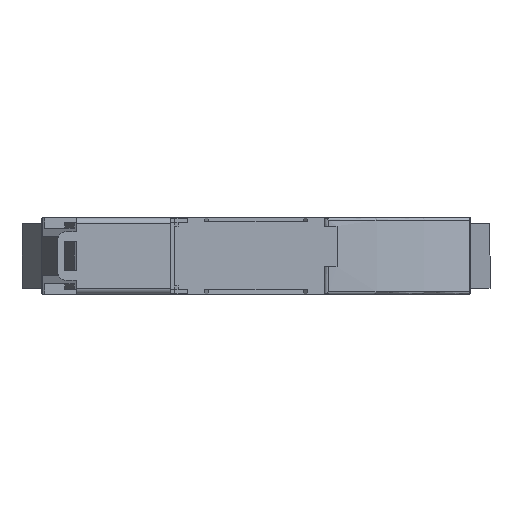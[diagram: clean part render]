
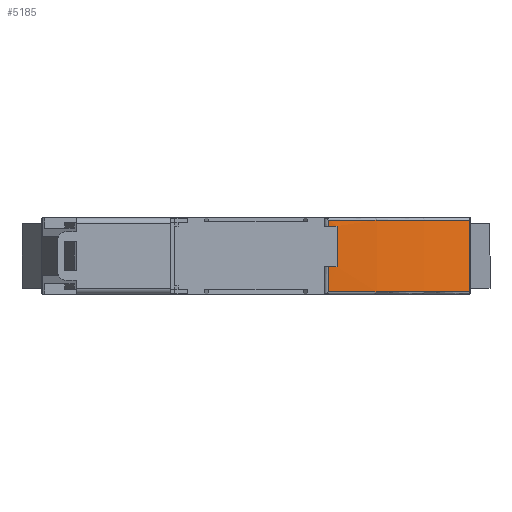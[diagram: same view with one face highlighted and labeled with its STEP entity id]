
A CAD part, front view. The second image highlights one B-rep face of the part: STEP entity #5185.
In plain terms, the highlighted cylindrical face has radius 80 mm (diameter 160 mm), a partial arc.
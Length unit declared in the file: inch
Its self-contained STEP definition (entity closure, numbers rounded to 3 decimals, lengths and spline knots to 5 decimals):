
#89 = ORIENTED_EDGE ( 'NONE', *, *, #2780, .T. ) ;
#104 = EDGE_CURVE ( 'NONE', #1024, #4476, #1437, .T. ) ;
#146 = CIRCLE ( 'NONE', #2514, 3.14961 ) ;
#229 = EDGE_LOOP ( 'NONE', ( #89, #4745, #1142, #2210, #1304, #3901, #5031, #5796 ) ) ;
#281 = VECTOR ( 'NONE', #2338, 39.37008 ) ;
#427 = CARTESIAN_POINT ( 'NONE',  ( 0.65908, -0.3259, -0.3189 ) ) ;
#475 = DIRECTION ( 'NONE',  ( -1., 0., 0. ) ) ;
#515 = DIRECTION ( 'NONE',  ( 0., 0., -1. ) ) ;
#596 = LINE ( 'NONE', #2277, #281 ) ;
#662 = DIRECTION ( 'NONE',  ( 1., 0., 0. ) ) ;
#732 = CARTESIAN_POINT ( 'NONE',  ( 1.93792, 0.00297, -0.28937 ) ) ;
#798 = VERTEX_POINT ( 'NONE', #4256 ) ;
#1024 = VERTEX_POINT ( 'NONE', #5436 ) ;
#1104 = DIRECTION ( 'NONE',  ( 0., 0., 1. ) ) ;
#1142 = ORIENTED_EDGE ( 'NONE', *, *, #4084, .T. ) ;
#1143 = CARTESIAN_POINT ( 'NONE',  ( 0.5315, 2.82112, -0.09055 ) ) ;
#1304 = ORIENTED_EDGE ( 'NONE', *, *, #1346, .T. ) ;
#1346 = EDGE_CURVE ( 'NONE', #5811, #798, #146, .T. ) ;
#1405 = AXIS2_PLACEMENT_3D ( 'NONE', #1795, #3604, #1848 ) ;
#1437 = LINE ( 'NONE', #4614, #5348 ) ;
#1795 = CARTESIAN_POINT ( 'NONE',  ( 0.5315, 2.82112, -0.28937 ) ) ;
#1802 = VERTEX_POINT ( 'NONE', #2323 ) ;
#1848 = DIRECTION ( 'NONE',  ( 1., 0., 0. ) ) ;
#1978 = VERTEX_POINT ( 'NONE', #3668 ) ;
#2022 = CARTESIAN_POINT ( 'NONE',  ( 0.5315, 2.82112, -0.3189 ) ) ;
#2056 = DIRECTION ( 'NONE',  ( 1., 0., 0. ) ) ;
#2072 = VECTOR ( 'NONE', #3989, 39.37008 ) ;
#2210 = ORIENTED_EDGE ( 'NONE', *, *, #3844, .F. ) ;
#2277 = CARTESIAN_POINT ( 'NONE',  ( 0.73622, -0.32183, 0.30512 ) ) ;
#2300 = DIRECTION ( 'NONE',  ( 0., 0., -1. ) ) ;
#2323 = CARTESIAN_POINT ( 'NONE',  ( 0.73622, -0.32183, -0.09055 ) ) ;
#2338 = DIRECTION ( 'NONE',  ( 0., 0., -1. ) ) ;
#2440 = CIRCLE ( 'NONE', #3199, 3.14961 ) ;
#2514 = AXIS2_PLACEMENT_3D ( 'NONE', #5709, #3952, #4907 ) ;
#2768 = CYLINDRICAL_SURFACE ( 'NONE', #1405, 3.14961 ) ;
#2780 = EDGE_CURVE ( 'NONE', #4476, #1978, #2440, .T. ) ;
#3199 = AXIS2_PLACEMENT_3D ( 'NONE', #2022, #1104, #662 ) ;
#3315 = VECTOR ( 'NONE', #4364, 39.37008 ) ;
#3408 = LINE ( 'NONE', #732, #3315 ) ;
#3456 = DIRECTION ( 'NONE',  ( 0., 0., 1. ) ) ;
#3555 = EDGE_CURVE ( 'NONE', #1024, #1802, #4639, .T. ) ;
#3604 = DIRECTION ( 'NONE',  ( 0., 0., 1. ) ) ;
#3615 = CARTESIAN_POINT ( 'NONE',  ( 1.93792, 0.00297, 0.33465 ) ) ;
#3668 = CARTESIAN_POINT ( 'NONE',  ( 1.93792, 0.00297, -0.3189 ) ) ;
#3844 = EDGE_CURVE ( 'NONE', #5811, #4397, #5715, .T. ) ;
#3901 = ORIENTED_EDGE ( 'NONE', *, *, #5328, .T. ) ;
#3952 = DIRECTION ( 'NONE',  ( 0., 0., 1. ) ) ;
#3989 = DIRECTION ( 'NONE',  ( 0., 0., 1. ) ) ;
#4084 = EDGE_CURVE ( 'NONE', #5286, #4397, #4930, .T. ) ;
#4161 = AXIS2_PLACEMENT_3D ( 'NONE', #4538, #2300, #475 ) ;
#4167 = FACE_OUTER_BOUND ( 'NONE', #229, .T. ) ;
#4182 = EDGE_CURVE ( 'NONE', #1978, #5286, #3408, .T. ) ;
#4256 = CARTESIAN_POINT ( 'NONE',  ( 0.73622, -0.32183, 0.27953 ) ) ;
#4357 = CARTESIAN_POINT ( 'NONE',  ( 0.65908, -0.3259, 0.33465 ) ) ;
#4364 = DIRECTION ( 'NONE',  ( 0., 0., 1. ) ) ;
#4397 = VERTEX_POINT ( 'NONE', #4357 ) ;
#4476 = VERTEX_POINT ( 'NONE', #427 ) ;
#4538 = CARTESIAN_POINT ( 'NONE',  ( 0.5315, 2.82112, 0.33465 ) ) ;
#4614 = CARTESIAN_POINT ( 'NONE',  ( 0.65908, -0.3259, -0.28937 ) ) ;
#4639 = CIRCLE ( 'NONE', #5304, 3.14961 ) ;
#4745 = ORIENTED_EDGE ( 'NONE', *, *, #4182, .T. ) ;
#4907 = DIRECTION ( 'NONE',  ( -1., 0., 0. ) ) ;
#4930 = CIRCLE ( 'NONE', #4161, 3.14961 ) ;
#5031 = ORIENTED_EDGE ( 'NONE', *, *, #3555, .F. ) ;
#5148 = CARTESIAN_POINT ( 'NONE',  ( 0.65908, -0.3259, 0.27953 ) ) ;
#5185 = ADVANCED_FACE ( 'NONE', ( #4167 ), #2768, .T. ) ;
#5286 = VERTEX_POINT ( 'NONE', #3615 ) ;
#5301 = CARTESIAN_POINT ( 'NONE',  ( 0.65908, -0.3259, 0.35433 ) ) ;
#5304 = AXIS2_PLACEMENT_3D ( 'NONE', #1143, #3456, #2056 ) ;
#5328 = EDGE_CURVE ( 'NONE', #798, #1802, #596, .T. ) ;
#5348 = VECTOR ( 'NONE', #515, 39.37008 ) ;
#5436 = CARTESIAN_POINT ( 'NONE',  ( 0.65908, -0.3259, -0.09055 ) ) ;
#5709 = CARTESIAN_POINT ( 'NONE',  ( 0.5315, 2.82112, 0.27953 ) ) ;
#5715 = LINE ( 'NONE', #5301, #2072 ) ;
#5796 = ORIENTED_EDGE ( 'NONE', *, *, #104, .T. ) ;
#5811 = VERTEX_POINT ( 'NONE', #5148 ) ;
